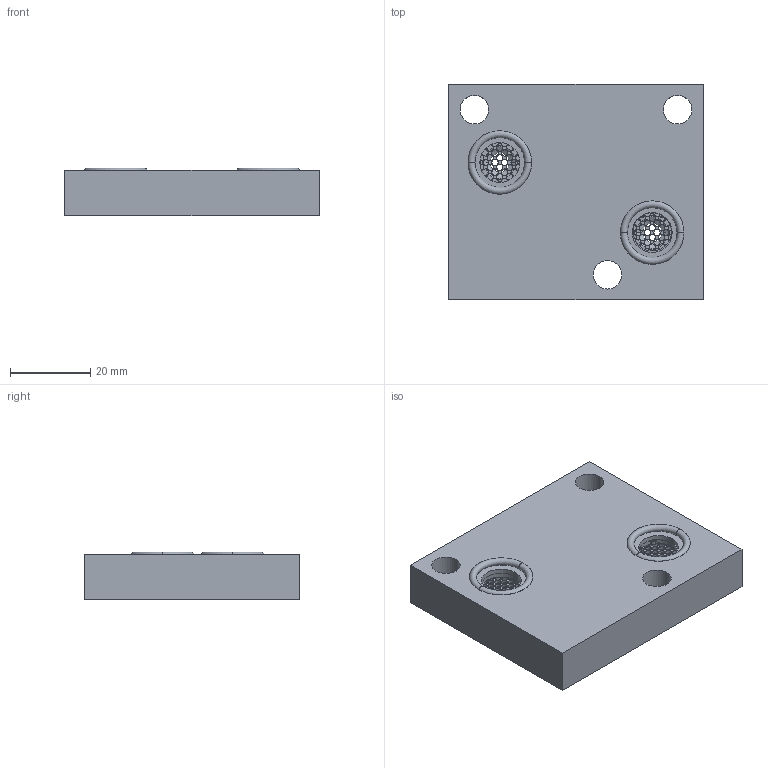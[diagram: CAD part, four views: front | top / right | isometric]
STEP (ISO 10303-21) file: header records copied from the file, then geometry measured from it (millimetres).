
FILE_DESCRIPTION((''),'2;1');
FILE_NAME('ILC70842002','2018-08-09T',('jdw'),(''),'PRO/ENGINEER BY PARAMETRIC TECHNOLOGY CORPORATION, 2013320','PRO/ENGINEER BY PARAMETRIC TECHNOLOGY CORPORATION, 2013320','');
FILE_SCHEMA(('AUTOMOTIVE_DESIGN { 1 0 10303 214 1 1 1 1 }'));
Length unit declared in the file: inch
Products named in the file (1): ILC70842002
Bounding box: 63.5 x 53.85 x 11.89 mm (x, y, z)
Volume: 36111.7 mm3; surface area: 11642.7 mm2
Topology: 2 solids, 2 shells, 341 faces, 1088 edges, 702 vertices
Faces by surface type: cylinder 293, plane 40, torus 4, cone 4
Entity records: 14935 total; most frequent: DIRECTION 2522, ORIENTED_EDGE 2176, CARTESIAN_POINT 2133, AXIS2_PLACEMENT_3D 1093, EDGE_CURVE 1088, CIRCLE 752, VERTEX_POINT 702, EDGE_LOOP 478
